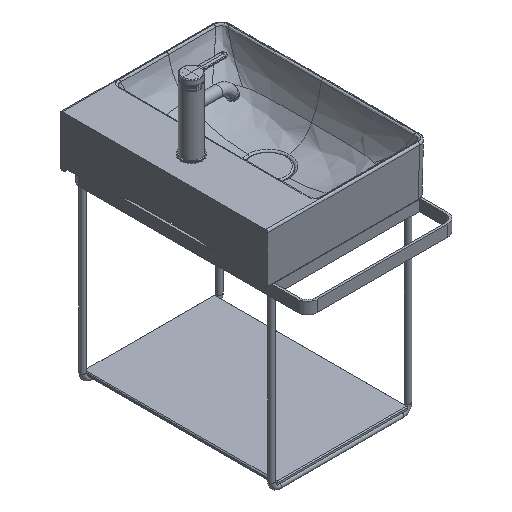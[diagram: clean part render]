
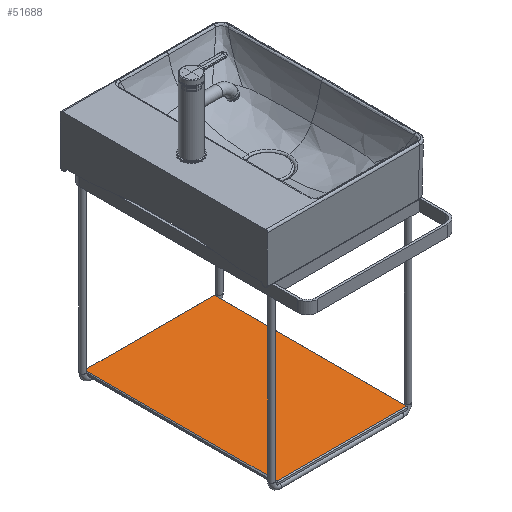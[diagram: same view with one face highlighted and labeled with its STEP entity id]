
A CAD part, isometric view. The second image highlights one B-rep face of the part: STEP entity #51688.
In plain terms, the highlighted planar face has unit normal (0, 0, 1).
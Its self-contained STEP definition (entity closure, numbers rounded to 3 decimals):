
#51274=CARTESIAN_POINT('',(546.405,12.181,8.0));
#51275=VERTEX_POINT('',#51274);
#51382=CARTESIAN_POINT('',(129.905,-268.319,8.0));
#51383=VERTEX_POINT('',#51382);
#51436=CARTESIAN_POINT('',(546.405,-268.319,8.0));
#51437=VERTEX_POINT('',#51436);
#51496=CARTESIAN_POINT('',(546.405,12.181,8.0));
#51497=DIRECTION('',(0.0,-1.0,0.0));
#51498=VECTOR('',#51497,280.5);
#51499=LINE('',#51496,#51498);
#51500=EDGE_CURVE('',#51275,#51437,#51499,.T.);
#51518=CARTESIAN_POINT('',(546.405,-268.319,8.0));
#51519=DIRECTION('',(-1.0,0.0,0.0));
#51520=VECTOR('',#51519,416.5);
#51521=LINE('',#51518,#51520);
#51522=EDGE_CURVE('',#51437,#51383,#51521,.T.);
#51541=CARTESIAN_POINT('',(129.905,12.181,8.0));
#51542=VERTEX_POINT('',#51541);
#51543=CARTESIAN_POINT('',(129.905,-268.319,8.0));
#51544=DIRECTION('',(0.0,1.0,0.0));
#51545=VECTOR('',#51544,280.5);
#51546=LINE('',#51543,#51545);
#51547=EDGE_CURVE('',#51383,#51542,#51546,.T.);
#51585=CARTESIAN_POINT('',(129.905,12.181,8.0));
#51586=DIRECTION('',(1.0,0.0,0.0));
#51587=VECTOR('',#51586,416.5);
#51588=LINE('',#51585,#51587);
#51589=EDGE_CURVE('',#51542,#51275,#51588,.T.);
#51677=CARTESIAN_POINT('',(338.155,-128.069,8.0));
#51678=DIRECTION('',(0.0,0.0,1.0));
#51679=DIRECTION('',(1.0,0.0,0.0));
#51680=AXIS2_PLACEMENT_3D('',#51677,#51678,#51679);
#51681=PLANE('',#51680);
#51682=ORIENTED_EDGE('',*,*,#51500,.F.);
#51683=ORIENTED_EDGE('',*,*,#51589,.F.);
#51684=ORIENTED_EDGE('',*,*,#51547,.F.);
#51685=ORIENTED_EDGE('',*,*,#51522,.F.);
#51686=EDGE_LOOP('',(#51682,#51683,#51684,#51685));
#51687=FACE_OUTER_BOUND('',#51686,.T.);
#51688=ADVANCED_FACE('',(#51687),#51681,.T.);
